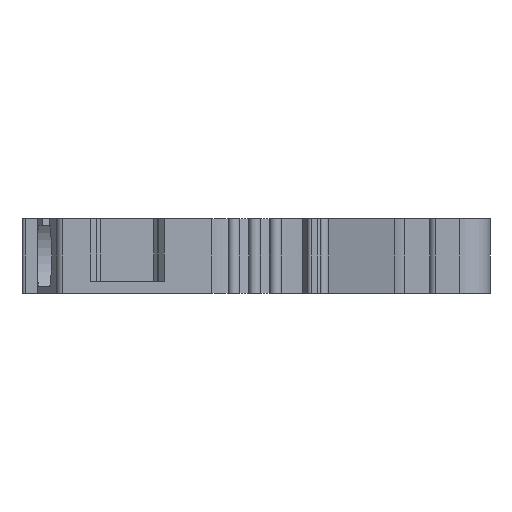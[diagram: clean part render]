
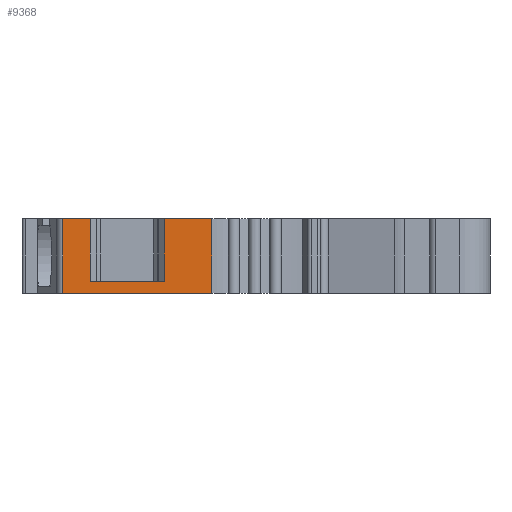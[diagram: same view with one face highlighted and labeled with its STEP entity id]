
A CAD part, left-side view. The second image highlights one B-rep face of the part: STEP entity #9368.
In plain terms, the highlighted planar face has unit normal (-1, 0, 0).
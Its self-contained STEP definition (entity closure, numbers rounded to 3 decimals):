
#681=DIRECTION('',(0.,0.,-1.));
#682=VECTOR('',#681,6.2);
#683=CARTESIAN_POINT('',(-45.9,16.,0.));
#684=LINE('',#683,#682);
#695=DIRECTION('',(0.,1.,0.));
#696=VECTOR('',#695,2.269);
#697=CARTESIAN_POINT('',(-45.9,26.072,0.));
#698=LINE('',#697,#696);
#702=DIRECTION('',(0.,1.,0.));
#703=VECTOR('',#702,3.928);
#704=CARTESIAN_POINT('',(-45.9,16.,0.));
#705=LINE('',#704,#703);
#1052=DIRECTION('',(0.,1.,0.));
#1053=VECTOR('',#1052,12.341);
#1054=CARTESIAN_POINT('',(-45.9,16.,-6.2));
#1055=LINE('',#1054,#1053);
#3255=DIRECTION('',(0.,0.,1.));
#3256=VECTOR('',#3255,5.2);
#3257=CARTESIAN_POINT('',(-45.9,19.928,-5.2));
#3258=LINE('',#3257,#3256);
#3276=DIRECTION('',(0.,-1.,0.));
#3277=VECTOR('',#3276,6.144);
#3278=CARTESIAN_POINT('',(-45.9,26.072,-5.2));
#3279=LINE('',#3278,#3277);
#3339=DIRECTION('',(0.,0.,-1.));
#3340=VECTOR('',#3339,5.2);
#3341=CARTESIAN_POINT('',(-45.9,26.072,0.));
#3342=LINE('',#3341,#3340);
#3402=DIRECTION('',(0.,0.,1.));
#3403=VECTOR('',#3402,6.2);
#3404=CARTESIAN_POINT('',(-45.9,28.341,-6.2));
#3405=LINE('',#3404,#3403);
#6738=CARTESIAN_POINT('',(-45.9,28.341,-6.2));
#6739=CARTESIAN_POINT('',(-45.9,28.341,0.));
#6740=VERTEX_POINT('',#6738);
#6741=VERTEX_POINT('',#6739);
#6742=CARTESIAN_POINT('',(-45.9,26.072,0.));
#6743=VERTEX_POINT('',#6742);
#6744=CARTESIAN_POINT('',(-45.9,26.072,-5.2));
#6745=VERTEX_POINT('',#6744);
#6746=CARTESIAN_POINT('',(-45.9,19.928,-5.2));
#6747=VERTEX_POINT('',#6746);
#6748=CARTESIAN_POINT('',(-45.9,19.928,0.));
#6749=VERTEX_POINT('',#6748);
#6750=CARTESIAN_POINT('',(-45.9,16.,0.));
#6751=VERTEX_POINT('',#6750);
#6752=CARTESIAN_POINT('',(-45.9,16.,-6.2));
#6753=VERTEX_POINT('',#6752);
#9346=CARTESIAN_POINT('',(-45.9,16.,0.));
#9347=DIRECTION('',(1.,0.,0.));
#9348=DIRECTION('',(0.,-1.,0.));
#9349=AXIS2_PLACEMENT_3D('',#9346,#9347,#9348);
#9350=PLANE('',#9349);
#9352=ORIENTED_EDGE('',*,*,#9351,.T.);
#9354=ORIENTED_EDGE('',*,*,#9353,.T.);
#9356=ORIENTED_EDGE('',*,*,#9355,.F.);
#9358=ORIENTED_EDGE('',*,*,#9357,.T.);
#9360=ORIENTED_EDGE('',*,*,#9359,.T.);
#9362=ORIENTED_EDGE('',*,*,#9361,.T.);
#9364=ORIENTED_EDGE('',*,*,#9363,.F.);
#9365=ORIENTED_EDGE('',*,*,#9329,.T.);
#9366=EDGE_LOOP('',(#9352,#9354,#9356,#9358,#9360,#9362,#9364,#9365));
#9367=FACE_OUTER_BOUND('',#9366,.F.);
#9329=EDGE_CURVE('',#6751,#6753,#684,.T.);
#9351=EDGE_CURVE('',#6753,#6740,#1055,.T.);
#9353=EDGE_CURVE('',#6740,#6741,#3405,.T.);
#9355=EDGE_CURVE('',#6743,#6741,#698,.T.);
#9357=EDGE_CURVE('',#6743,#6745,#3342,.T.);
#9359=EDGE_CURVE('',#6745,#6747,#3279,.T.);
#9361=EDGE_CURVE('',#6747,#6749,#3258,.T.);
#9363=EDGE_CURVE('',#6751,#6749,#705,.T.);
#9368=ADVANCED_FACE('',(#9367),#9350,.F.);
